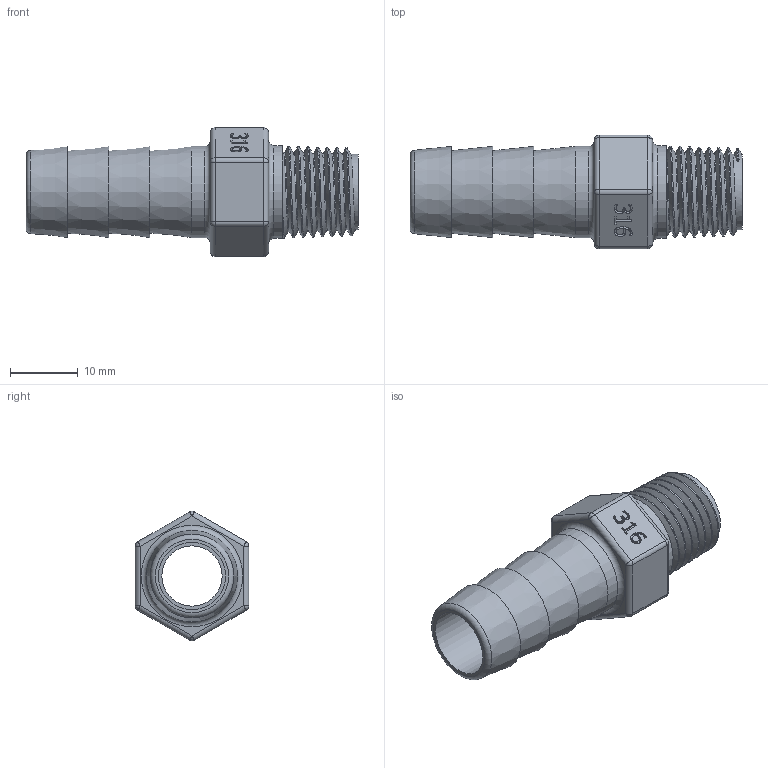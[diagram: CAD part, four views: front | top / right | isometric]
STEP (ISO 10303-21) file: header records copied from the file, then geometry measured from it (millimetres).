
FILE_DESCRIPTION(/* description */ ('1/4" NPT X 1/2" HOSE BARB'),/* implementation_level */ '2;1');
FILE_NAME(/* name */ 'HB025-050SS.stp',/* time_stamp */ '2013-10-17T11:53:54-04:00',/* author */ ('DTruax'),/* organization */ (''),/* preprocessor_version */ 'ST-DEVELOPER v15.2',/* originating_system */ 'Autodesk Inventor 2014',/* authorisation */ '');
FILE_SCHEMA (('AUTOMOTIVE_DESIGN { 1 0 10303 214 3 1 1 }'));
Length unit declared in the file: inch
Products named in the file (1): HB025-050SS
Bounding box: 49.02 x 16.76 x 19.12 mm (x, y, z)
Volume: 3737.1 mm3; surface area: 4896.4 mm2
Topology: 1 solids, 2 shells, 134 faces, 318 edges, 193 vertices
Faces by surface type: plane 45, bspline 42, cylinder 24, sphere 12, cone 8, torus 3
Full cylindrical faces by diameter (mm): 8.89 x1, 9.906 x1, 12.457 x1, 13.462 x1, 13.716 x1
Entity records: 5726 total; most frequent: CARTESIAN_POINT 2962, ORIENTED_EDGE 596, DIRECTION 462, EDGE_CURVE 298, VERTEX_POINT 190, EDGE_LOOP 160, AXIS2_PLACEMENT_3D 159, LINE 144
